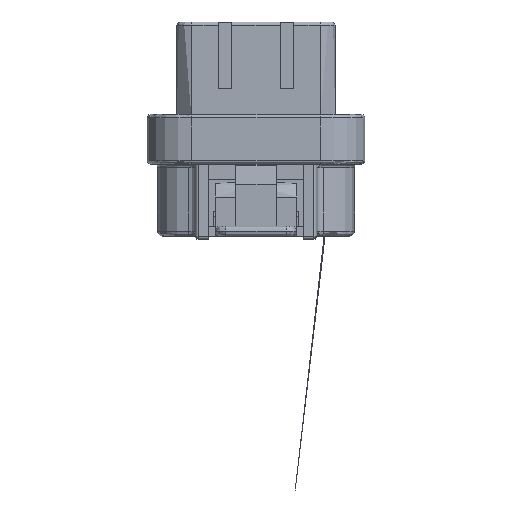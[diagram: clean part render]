
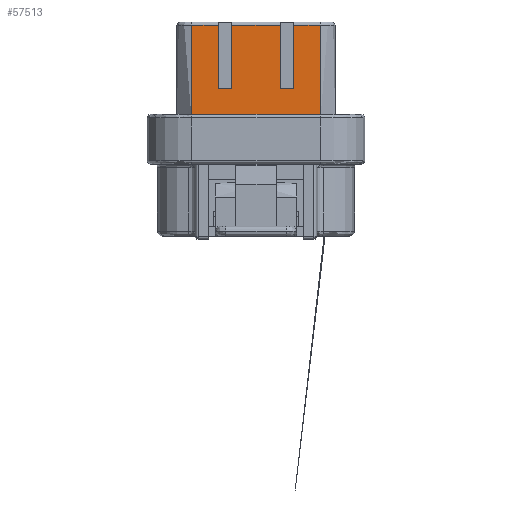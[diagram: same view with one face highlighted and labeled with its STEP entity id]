
A CAD part, front view. The second image highlights one B-rep face of the part: STEP entity #57513.
In plain terms, the highlighted planar face has unit normal (0, -1, 0).
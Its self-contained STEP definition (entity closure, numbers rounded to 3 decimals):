
#29101=CARTESIAN_POINT('',(-15.304,-10.616,68.63));
#29102=VERTEX_POINT('',#29101);
#29136=CARTESIAN_POINT('',(3.696,-10.616,68.63));
#29137=VERTEX_POINT('',#29136);
#29617=CARTESIAN_POINT('',(-11.354,-10.616,68.63));
#29618=VERTEX_POINT('',#29617);
#29619=CARTESIAN_POINT('',(-15.304,-10.616,68.63));
#29620=DIRECTION('',(1.,0.,0.));
#29621=VECTOR('',#29620,3.95);
#29622=LINE('',#29619,#29621);
#29623=EDGE_CURVE('',#29102,#29618,#29622,.T.);
#29648=CARTESIAN_POINT('',(-9.354,-10.616,68.63));
#29649=VERTEX_POINT('',#29648);
#29650=CARTESIAN_POINT('',(-2.254,-10.616,68.63));
#29651=VERTEX_POINT('',#29650);
#29652=CARTESIAN_POINT('',(-9.354,-10.616,68.63));
#29653=DIRECTION('',(1.,0.,0.));
#29654=VECTOR('',#29653,7.1);
#29655=LINE('',#29652,#29654);
#29656=EDGE_CURVE('',#29649,#29651,#29655,.T.);
#29699=CARTESIAN_POINT('',(-0.254,-10.616,68.63));
#29700=VERTEX_POINT('',#29699);
#29708=CARTESIAN_POINT('',(-0.254,-10.616,68.63));
#29709=DIRECTION('',(1.,0.,0.));
#29710=VECTOR('',#29709,3.95);
#29711=LINE('',#29708,#29710);
#29712=EDGE_CURVE('',#29700,#29137,#29711,.T.);
#29722=CARTESIAN_POINT('',(-0.254,-10.616,59.38));
#29723=VERTEX_POINT('',#29722);
#29724=CARTESIAN_POINT('',(-0.254,-10.616,59.38));
#29725=DIRECTION('',(0.,0.,1.));
#29726=VECTOR('',#29725,9.25);
#29727=LINE('',#29724,#29726);
#29728=EDGE_CURVE('',#29723,#29700,#29727,.T.);
#29778=CARTESIAN_POINT('',(-2.254,-10.616,59.38));
#29779=VERTEX_POINT('',#29778);
#29780=CARTESIAN_POINT('',(-2.254,-10.616,68.63));
#29781=DIRECTION('',(0.,0.,-1.));
#29782=VECTOR('',#29781,9.25);
#29783=LINE('',#29780,#29782);
#29784=EDGE_CURVE('',#29651,#29779,#29783,.T.);
#29800=CARTESIAN_POINT('',(-9.354,-10.616,59.38));
#29801=VERTEX_POINT('',#29800);
#29802=CARTESIAN_POINT('',(-9.354,-10.616,59.38));
#29803=DIRECTION('',(0.,0.,1.));
#29804=VECTOR('',#29803,9.25);
#29805=LINE('',#29802,#29804);
#29806=EDGE_CURVE('',#29801,#29649,#29805,.T.);
#29856=CARTESIAN_POINT('',(-11.354,-10.616,59.38));
#29857=VERTEX_POINT('',#29856);
#29858=CARTESIAN_POINT('',(-11.354,-10.616,68.63));
#29859=DIRECTION('',(0.,0.,-1.));
#29860=VECTOR('',#29859,9.25);
#29861=LINE('',#29858,#29860);
#29862=EDGE_CURVE('',#29618,#29857,#29861,.T.);
#33942=CARTESIAN_POINT('',(-15.304,-10.616,54.38));
#33943=VERTEX_POINT('',#33942);
#33970=CARTESIAN_POINT('',(3.696,-10.616,54.38));
#33971=VERTEX_POINT('',#33970);
#33978=CARTESIAN_POINT('',(3.696,-10.616,54.38));
#33979=CARTESIAN_POINT('',(2.64,-10.616,54.38));
#33980=CARTESIAN_POINT('',(1.057,-10.616,54.38));
#33981=CARTESIAN_POINT('',(-1.054,-10.616,54.38));
#33982=CARTESIAN_POINT('',(-2.638,-10.616,54.38));
#33983=CARTESIAN_POINT('',(-4.221,-10.616,54.38));
#33984=CARTESIAN_POINT('',(-5.804,-10.616,54.38));
#33985=CARTESIAN_POINT('',(-7.388,-10.616,54.38));
#33986=CARTESIAN_POINT('',(-8.971,-10.616,54.38));
#33987=CARTESIAN_POINT('',(-10.554,-10.616,54.38));
#33988=CARTESIAN_POINT('',(-12.665,-10.616,54.38));
#33989=CARTESIAN_POINT('',(-14.249,-10.616,54.38));
#33990=CARTESIAN_POINT('',(-15.304,-10.616,54.38));
#33991=B_SPLINE_CURVE_WITH_KNOTS('',3,(#33978,#33979,#33980,#33981,#33982,#33983,#33984,#33985,#33986,#33987,#33988,#33989,#33990),.UNSPECIFIED.,.F.,.U.,(4,1,1,1,1,1,1,1,1,1,4),(0.,0.167,0.25,0.333,0.417,0.5,0.583,0.667,0.75,0.833,1.),.UNSPECIFIED.);
#33992=EDGE_CURVE('',#33971,#33943,#33991,.T.);
#57272=CARTESIAN_POINT('',(-15.304,-10.616,54.38));
#57273=DIRECTION('',(0.,0.,1.));
#57274=VECTOR('',#57273,14.25);
#57275=LINE('',#57272,#57274);
#57276=EDGE_CURVE('',#33943,#29102,#57275,.T.);
#57287=CARTESIAN_POINT('',(3.696,-10.616,68.63));
#57288=DIRECTION('',(0.,0.,-1.));
#57289=VECTOR('',#57288,14.25);
#57290=LINE('',#57287,#57289);
#57291=EDGE_CURVE('',#29137,#33971,#57290,.T.);
#57484=CARTESIAN_POINT('',(-5.804,-10.616,54.505));
#57485=DIRECTION('',(1.,0.,0.));
#57486=DIRECTION('',(0.,-1.,0.));
#57487=AXIS2_PLACEMENT_3D('',#57484,#57486,#57485);
#57488=PLANE('',#57487);
#57489=CARTESIAN_POINT('',(-0.254,-10.616,59.38));
#57490=DIRECTION('',(-1.,0.,0.));
#57491=VECTOR('',#57490,2.);
#57492=LINE('',#57489,#57491);
#57493=EDGE_CURVE('',#29723,#29779,#57492,.T.);
#57494=ORIENTED_EDGE('',*,*,#57493,.T.);
#57495=ORIENTED_EDGE('',*,*,#29784,.F.);
#57496=ORIENTED_EDGE('',*,*,#29656,.F.);
#57497=ORIENTED_EDGE('',*,*,#29806,.F.);
#57498=CARTESIAN_POINT('',(-9.354,-10.616,59.38));
#57499=DIRECTION('',(-1.,0.,0.));
#57500=VECTOR('',#57499,2.);
#57501=LINE('',#57498,#57500);
#57502=EDGE_CURVE('',#29801,#29857,#57501,.T.);
#57503=ORIENTED_EDGE('',*,*,#57502,.T.);
#57504=ORIENTED_EDGE('',*,*,#29862,.F.);
#57505=ORIENTED_EDGE('',*,*,#29623,.F.);
#57506=ORIENTED_EDGE('',*,*,#57276,.F.);
#57507=ORIENTED_EDGE('',*,*,#33992,.F.);
#57508=ORIENTED_EDGE('',*,*,#57291,.F.);
#57509=ORIENTED_EDGE('',*,*,#29712,.F.);
#57510=ORIENTED_EDGE('',*,*,#29728,.F.);
#57511=EDGE_LOOP('',(#57494,#57495,#57496,#57497,#57503,#57504,#57505,#57506,#57507,#57508,#57509,#57510));
#57512=FACE_OUTER_BOUND('',#57511,.T.);
#57513=ADVANCED_FACE('',(#57512),#57488,.T.);
